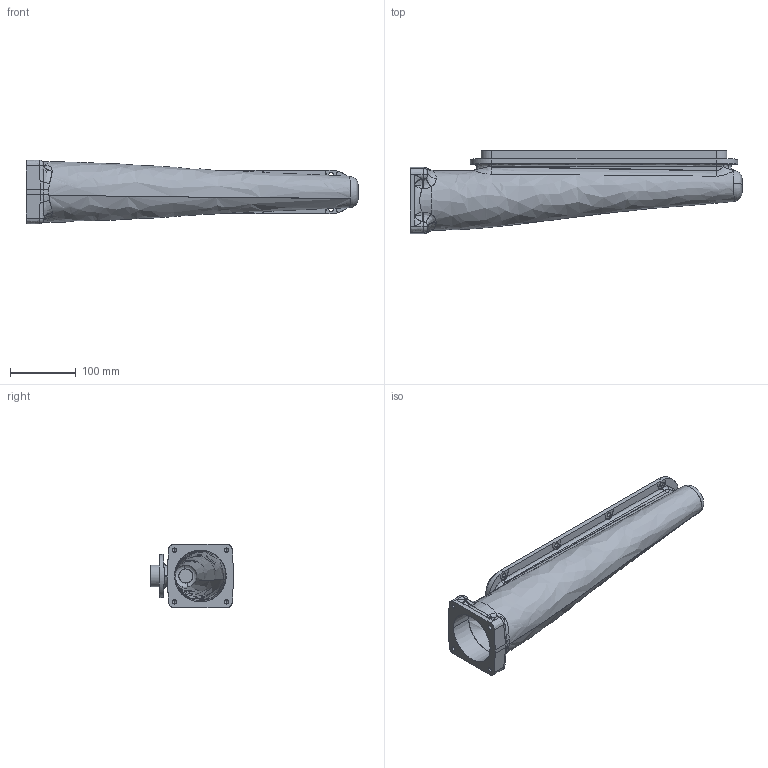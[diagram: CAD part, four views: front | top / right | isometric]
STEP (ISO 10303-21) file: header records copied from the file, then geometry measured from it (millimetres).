
FILE_DESCRIPTION(('FreeCAD Model'),'2;1');
FILE_NAME('Open CASCADE Shape Model','2025-05-04T08:42:03',('FreeCAD'),( 'FreeCAD'),'Open CASCADE STEP processor 7.6','FreeCAD','Unknown');
FILE_SCHEMA(('AUTOMOTIVE_DESIGN { 1 0 10303 214 1 1 1 1 }'));
Products named in the file (1): Open CASCADE STEP translator 7.6 1
Bounding box: 504.87 x 126.56 x 97.04 mm (x, y, z)
Surface area: 284028.5 mm2 (no closed solid volume)
Topology: 0 solids, 277 shells, 277 faces, 3353 edges, 3335 vertices
Faces by surface type: bspline 277
Entity records: 52608 total; most frequent: CARTESIAN_POINT 38167, ORIENTED_EDGE 3343, EDGE_CURVE 3343, VERTEX_POINT 3343, B_SPLINE_CURVE_WITH_KNOTS 2912, FACE_BOUND 300, EDGE_LOOP 300, SHELL_BASED_SURFACE_MODEL 277
